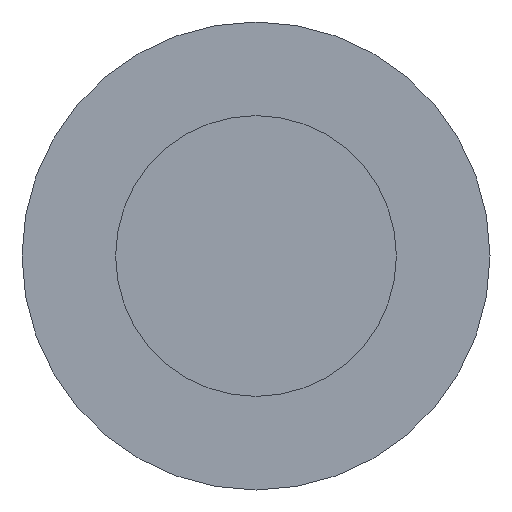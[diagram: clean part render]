
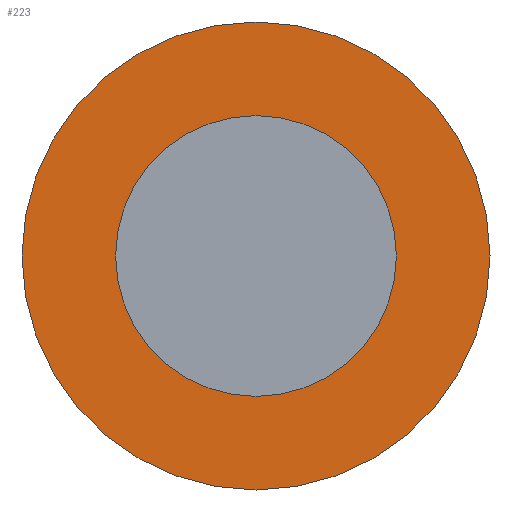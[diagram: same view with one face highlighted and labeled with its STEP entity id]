
A CAD part, front view. The second image highlights one B-rep face of the part: STEP entity #223.
In plain terms, the highlighted planar face has unit normal (0, -1, 0).
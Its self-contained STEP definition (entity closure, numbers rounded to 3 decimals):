
#1 = EDGE_CURVE ( 'NONE', #64, #297, #134, .T. ) ;
#25 = ORIENTED_EDGE ( 'NONE', *, *, #1, .T. ) ;
#28 = ORIENTED_EDGE ( 'NONE', *, *, #462, .F. ) ;
#29 = ORIENTED_EDGE ( 'NONE', *, *, #63, .F. ) ;
#37 = CARTESIAN_POINT ( 'NONE',  ( 0., 10., 4.5 ) ) ;
#40 = FACE_BOUND ( 'NONE', #316, .T. ) ;
#46 = AXIS2_PLACEMENT_3D ( 'NONE', #222, #538, #85 ) ;
#50 = DIRECTION ( 'NONE',  ( 0., 1., 0. ) ) ;
#63 = EDGE_CURVE ( 'NONE', #366, #516, #292, .T. ) ;
#64 = VERTEX_POINT ( 'NONE', #37 ) ;
#71 = AXIS2_PLACEMENT_3D ( 'NONE', #341, #50, #546 ) ;
#76 = DIRECTION ( 'NONE',  ( 0., 0., 1. ) ) ;
#78 = FACE_OUTER_BOUND ( 'NONE', #284, .T. ) ;
#85 = DIRECTION ( 'NONE',  ( 0., 0., 1. ) ) ;
#115 = EDGE_CURVE ( 'NONE', #297, #64, #228, .T. ) ;
#120 = CARTESIAN_POINT ( 'NONE',  ( 0., 10., 0. ) ) ;
#134 = CIRCLE ( 'NONE', #46, 4.5 ) ;
#158 = AXIS2_PLACEMENT_3D ( 'NONE', #120, #368, #76 ) ;
#210 = DIRECTION ( 'NONE',  ( 0., 0., 1. ) ) ;
#215 = AXIS2_PLACEMENT_3D ( 'NONE', #441, #438, #233 ) ;
#222 = CARTESIAN_POINT ( 'NONE',  ( 0., 10., 0. ) ) ;
#223 = ADVANCED_FACE ( 'NONE', ( #78, #40 ), #391, .F. ) ;
#227 = AXIS2_PLACEMENT_3D ( 'NONE', #249, #487, #210 ) ;
#228 = CIRCLE ( 'NONE', #227, 4.5 ) ;
#233 = DIRECTION ( 'NONE',  ( 0., 0., 1. ) ) ;
#249 = CARTESIAN_POINT ( 'NONE',  ( 0., 10., 0. ) ) ;
#284 = EDGE_LOOP ( 'NONE', ( #29, #28 ) ) ;
#292 = CIRCLE ( 'NONE', #158, 7.5 ) ;
#297 = VERTEX_POINT ( 'NONE', #393 ) ;
#316 = EDGE_LOOP ( 'NONE', ( #25, #360 ) ) ;
#341 = CARTESIAN_POINT ( 'NONE',  ( 0., 10., 0. ) ) ;
#360 = ORIENTED_EDGE ( 'NONE', *, *, #115, .T. ) ;
#366 = VERTEX_POINT ( 'NONE', #469 ) ;
#368 = DIRECTION ( 'NONE',  ( 0., 1., 0. ) ) ;
#380 = CARTESIAN_POINT ( 'NONE',  ( 0., 10., -7.5 ) ) ;
#391 = PLANE ( 'NONE',  #215 ) ;
#393 = CARTESIAN_POINT ( 'NONE',  ( 0., 10., -4.5 ) ) ;
#438 = DIRECTION ( 'NONE',  ( 0., 1., 0. ) ) ;
#441 = CARTESIAN_POINT ( 'NONE',  ( 4.5, 10., 0. ) ) ;
#462 = EDGE_CURVE ( 'NONE', #516, #366, #475, .T. ) ;
#469 = CARTESIAN_POINT ( 'NONE',  ( 0., 10., 7.5 ) ) ;
#475 = CIRCLE ( 'NONE', #71, 7.5 ) ;
#487 = DIRECTION ( 'NONE',  ( 0., 1., 0. ) ) ;
#516 = VERTEX_POINT ( 'NONE', #380 ) ;
#538 = DIRECTION ( 'NONE',  ( 0., 1., 0. ) ) ;
#546 = DIRECTION ( 'NONE',  ( 0., 0., 1. ) ) ;
